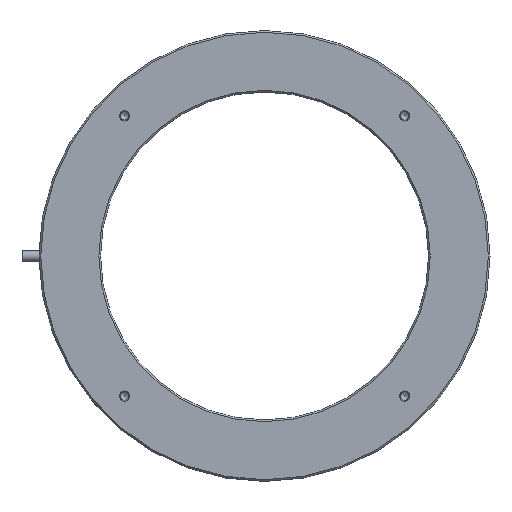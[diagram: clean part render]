
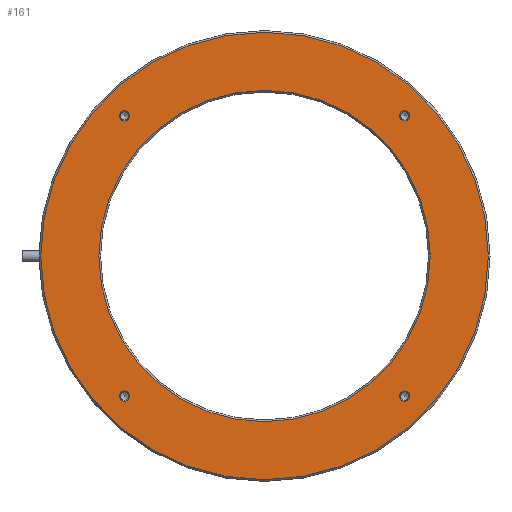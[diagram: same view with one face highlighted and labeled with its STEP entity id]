
A CAD part, left-side view. The second image highlights one B-rep face of the part: STEP entity #161.
In plain terms, the highlighted planar face has unit normal (-1, 0, 0).
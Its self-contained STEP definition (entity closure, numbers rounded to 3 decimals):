
#3 = AXIS2_PLACEMENT_3D ( 'NONE', #325, #577, #323 ) ;
#4 = CIRCLE ( 'NONE', #112, 1.5 ) ;
#12 = CIRCLE ( 'NONE', #107, 1.5 ) ;
#15 = CIRCLE ( 'NONE', #22, 1.5 ) ;
#18 = AXIS2_PLACEMENT_3D ( 'NONE', #370, #492, #679 ) ;
#22 = AXIS2_PLACEMENT_3D ( 'NONE', #662, #585, #485 ) ;
#31 = CIRCLE ( 'NONE', #3, 1.5 ) ;
#62 = AXIS2_PLACEMENT_3D ( 'NONE', #576, #322, #637 ) ;
#74 = CIRCLE ( 'NONE', #62, 48.5 ) ;
#89 = CIRCLE ( 'NONE', #18, 65.5 ) ;
#107 = AXIS2_PLACEMENT_3D ( 'NONE', #600, #601, #530 ) ;
#108 = AXIS2_PLACEMENT_3D ( 'NONE', #528, #298, #714 ) ;
#112 = AXIS2_PLACEMENT_3D ( 'NONE', #630, #368, #522 ) ;
#144 = EDGE_CURVE ( 'NONE', #698, #698, #74, .T. ) ;
#147 = EDGE_CURVE ( 'NONE', #701, #701, #4, .T. ) ;
#148 = EDGE_CURVE ( 'NONE', #430, #430, #31, .T. ) ;
#155 = EDGE_CURVE ( 'NONE', #422, #422, #15, .T. ) ;
#157 = EDGE_CURVE ( 'NONE', #420, #420, #89, .T. ) ;
#161 = ADVANCED_FACE ( 'NONE', ( #520, #495, #589, #593, #594, #670 ), #237, .T. ) ;
#172 = EDGE_CURVE ( 'NONE', #412, #412, #12, .T. ) ;
#237 = PLANE ( 'NONE',  #108 ) ;
#260 = ORIENTED_EDGE ( 'NONE', *, *, #172, .T. ) ;
#298 = DIRECTION ( 'NONE',  ( -1., 0., 0. ) ) ;
#322 = DIRECTION ( 'NONE',  ( 1., 0., 0. ) ) ;
#323 = DIRECTION ( 'NONE',  ( 0., 0., 1. ) ) ;
#325 = CARTESIAN_POINT ( 'NONE',  ( 0., 41.012, -41.012 ) ) ;
#333 = EDGE_LOOP ( 'NONE', ( #681 ) ) ;
#368 = DIRECTION ( 'NONE',  ( 1., 0., 0. ) ) ;
#370 = CARTESIAN_POINT ( 'NONE',  ( 0., 0., 0. ) ) ;
#409 = CARTESIAN_POINT ( 'NONE',  ( 0., -41.012, -39.512 ) ) ;
#412 = VERTEX_POINT ( 'NONE', #409 ) ;
#417 = CARTESIAN_POINT ( 'NONE',  ( 0., 65.5, 0. ) ) ;
#419 = CARTESIAN_POINT ( 'NONE',  ( 0., 41.012, 42.512 ) ) ;
#420 = VERTEX_POINT ( 'NONE', #417 ) ;
#422 = VERTEX_POINT ( 'NONE', #419 ) ;
#427 = CARTESIAN_POINT ( 'NONE',  ( 0., 41.012, -39.512 ) ) ;
#429 = CARTESIAN_POINT ( 'NONE',  ( 0., -41.012, 42.512 ) ) ;
#430 = VERTEX_POINT ( 'NONE', #427 ) ;
#431 = EDGE_LOOP ( 'NONE', ( #491 ) ) ;
#432 = EDGE_LOOP ( 'NONE', ( #507 ) ) ;
#441 = EDGE_LOOP ( 'NONE', ( #632 ) ) ;
#442 = EDGE_LOOP ( 'NONE', ( #481 ) ) ;
#455 = EDGE_LOOP ( 'NONE', ( #260 ) ) ;
#481 = ORIENTED_EDGE ( 'NONE', *, *, #144, .T. ) ;
#485 = DIRECTION ( 'NONE',  ( 0., 0., 1. ) ) ;
#491 = ORIENTED_EDGE ( 'NONE', *, *, #147, .T. ) ;
#492 = DIRECTION ( 'NONE',  ( -1., 0., 0. ) ) ;
#495 = FACE_BOUND ( 'NONE', #455, .T. ) ;
#507 = ORIENTED_EDGE ( 'NONE', *, *, #157, .T. ) ;
#520 = FACE_BOUND ( 'NONE', #333, .T. ) ;
#522 = DIRECTION ( 'NONE',  ( 0., 0., 1. ) ) ;
#528 = CARTESIAN_POINT ( 'NONE',  ( 0., 65.5, 0. ) ) ;
#530 = DIRECTION ( 'NONE',  ( 0., 0., 1. ) ) ;
#576 = CARTESIAN_POINT ( 'NONE',  ( 0., 0., 0. ) ) ;
#577 = DIRECTION ( 'NONE',  ( 1., 0., 0. ) ) ;
#585 = DIRECTION ( 'NONE',  ( 1., 0., 0. ) ) ;
#589 = FACE_BOUND ( 'NONE', #441, .T. ) ;
#593 = FACE_BOUND ( 'NONE', #431, .T. ) ;
#594 = FACE_BOUND ( 'NONE', #442, .T. ) ;
#600 = CARTESIAN_POINT ( 'NONE',  ( 0., -41.012, -41.012 ) ) ;
#601 = DIRECTION ( 'NONE',  ( 1., 0., 0. ) ) ;
#630 = CARTESIAN_POINT ( 'NONE',  ( 0., -41.012, 41.012 ) ) ;
#632 = ORIENTED_EDGE ( 'NONE', *, *, #148, .T. ) ;
#637 = DIRECTION ( 'NONE',  ( 0., 0., 1. ) ) ;
#662 = CARTESIAN_POINT ( 'NONE',  ( 0., 41.012, 41.012 ) ) ;
#670 = FACE_OUTER_BOUND ( 'NONE', #432, .T. ) ;
#679 = DIRECTION ( 'NONE',  ( 0., 1., 0. ) ) ;
#681 = ORIENTED_EDGE ( 'NONE', *, *, #155, .T. ) ;
#687 = CARTESIAN_POINT ( 'NONE',  ( 0., 0., 48.5 ) ) ;
#698 = VERTEX_POINT ( 'NONE', #687 ) ;
#701 = VERTEX_POINT ( 'NONE', #429 ) ;
#714 = DIRECTION ( 'NONE',  ( 0., 0., 1. ) ) ;
